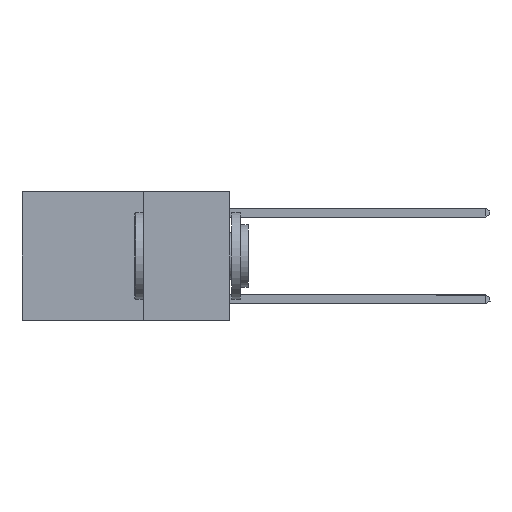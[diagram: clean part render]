
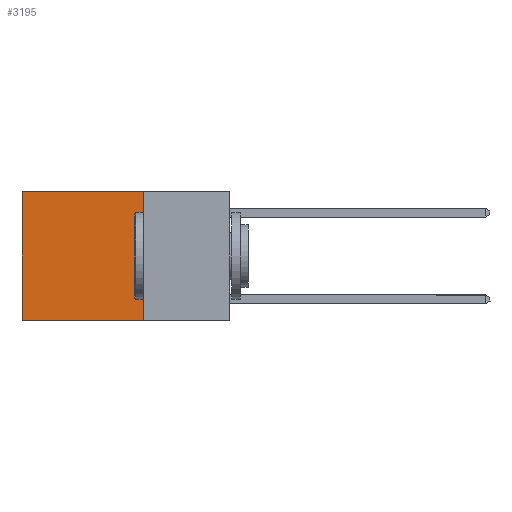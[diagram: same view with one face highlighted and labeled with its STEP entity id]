
A CAD part, left-side view. The second image highlights one B-rep face of the part: STEP entity #3195.
In plain terms, the highlighted planar face has unit normal (-1, 0, 0).
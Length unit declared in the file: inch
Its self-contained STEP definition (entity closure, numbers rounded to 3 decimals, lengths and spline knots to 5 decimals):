
#127 = EDGE_LOOP ( 'NONE', ( #8219, #8281, #21642, #8941 ) ) ;
#760 = VERTEX_POINT ( 'NONE', #22606 ) ;
#1320 = CARTESIAN_POINT ( 'NONE',  ( 0.2625, 0.25, 0. ) ) ;
#2103 = CARTESIAN_POINT ( 'NONE',  ( 0.2625, 0.25, 0. ) ) ;
#2125 = VECTOR ( 'NONE', #5842, 39.37008 ) ;
#3195 = ADVANCED_FACE ( 'NONE', ( #8403 ), #4339, .F. ) ;
#3665 = LINE ( 'NONE', #7289, #20587 ) ;
#4339 = PLANE ( 'NONE',  #9780 ) ;
#5431 = EDGE_CURVE ( 'NONE', #5485, #760, #12395, .T. ) ;
#5446 = DIRECTION ( 'NONE',  ( 0., 1., 0. ) ) ;
#5485 = VERTEX_POINT ( 'NONE', #18922 ) ;
#5842 = DIRECTION ( 'NONE',  ( 0., 0., -1. ) ) ;
#6554 = DIRECTION ( 'NONE',  ( 0., 0., -1. ) ) ;
#7289 = CARTESIAN_POINT ( 'NONE',  ( 0.2625, 0.25, 0. ) ) ;
#8030 = LINE ( 'NONE', #14610, #2125 ) ;
#8219 = ORIENTED_EDGE ( 'NONE', *, *, #23488, .T. ) ;
#8281 = ORIENTED_EDGE ( 'NONE', *, *, #5431, .F. ) ;
#8347 = CARTESIAN_POINT ( 'NONE',  ( 0.2625, 0.6, 0. ) ) ;
#8403 = FACE_OUTER_BOUND ( 'NONE', #127, .T. ) ;
#8941 = ORIENTED_EDGE ( 'NONE', *, *, #23939, .T. ) ;
#9580 = LINE ( 'NONE', #8347, #27195 ) ;
#9780 = AXIS2_PLACEMENT_3D ( 'NONE', #2103, #19772, #6554 ) ;
#11034 = VECTOR ( 'NONE', #5446, 39.37008 ) ;
#11546 = VERTEX_POINT ( 'NONE', #1320 ) ;
#12395 = LINE ( 'NONE', #23107, #11034 ) ;
#14610 = CARTESIAN_POINT ( 'NONE',  ( 0.2625, 0.25, 0. ) ) ;
#16001 = CARTESIAN_POINT ( 'NONE',  ( 0.2625, 0.6, 0. ) ) ;
#18922 = CARTESIAN_POINT ( 'NONE',  ( 0.2625, 0.25, -0.37 ) ) ;
#19772 = DIRECTION ( 'NONE',  ( 1., 0., 0. ) ) ;
#20493 = DIRECTION ( 'NONE',  ( 0., 1., 0. ) ) ;
#20587 = VECTOR ( 'NONE', #20493, 39.37008 ) ;
#20770 = EDGE_CURVE ( 'NONE', #11546, #5485, #8030, .T. ) ;
#21530 = DIRECTION ( 'NONE',  ( 0., 0., -1. ) ) ;
#21642 = ORIENTED_EDGE ( 'NONE', *, *, #20770, .F. ) ;
#22606 = CARTESIAN_POINT ( 'NONE',  ( 0.2625, 0.6, -0.37 ) ) ;
#23107 = CARTESIAN_POINT ( 'NONE',  ( 0.2625, 0.25, -0.37 ) ) ;
#23488 = EDGE_CURVE ( 'NONE', #26711, #760, #9580, .T. ) ;
#23939 = EDGE_CURVE ( 'NONE', #11546, #26711, #3665, .T. ) ;
#26711 = VERTEX_POINT ( 'NONE', #16001 ) ;
#27195 = VECTOR ( 'NONE', #21530, 39.37008 ) ;
